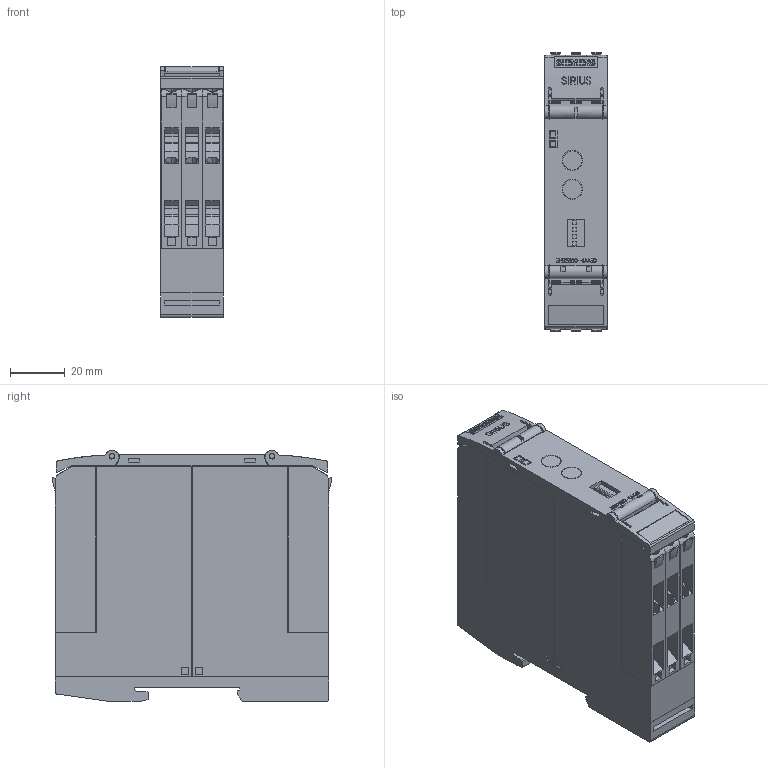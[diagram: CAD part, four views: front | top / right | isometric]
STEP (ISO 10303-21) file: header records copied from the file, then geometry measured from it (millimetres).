
FILE_DESCRIPTION(('STEP AP214'),'1');
FILE_NAME('cctmp_8A8E3D0A-AAD9-4195-96FB-5AED2F220FAA_2023_07_21_11_05_47_0029..stp','2023-07-21T09:05:48',('SIEMENS A&D'),('CADClick - www.CADClick.com'),'Spatial InterOp 3D postprocessed',' ','unknown authorization');
FILE_SCHEMA(('AUTOMOTIVE_DESIGN'));
Length unit declared in the file: millimetre
Products named in the file (1): 2023_07_21_11_05_46_0965
Bounding box: 22.8 x 101.9 x 91.6 mm (x, y, z)
Volume: 184222.3 mm3; surface area: 55153.2 mm2
Topology: 1 solids, 1 shells, 1730 faces, 4815 edges, 3196 vertices
Faces by surface type: plane 1359, cylinder 303, cone 52, bspline 16
Entity records: 61515 total; most frequent: CARTESIAN_POINT 11690, ORIENTED_EDGE 9614, DIRECTION 8678, EDGE_CURVE 4807, LINE 3868, VECTOR 3868, VERTEX_POINT 3196, AXIS2_PLACEMENT_3D 2405
